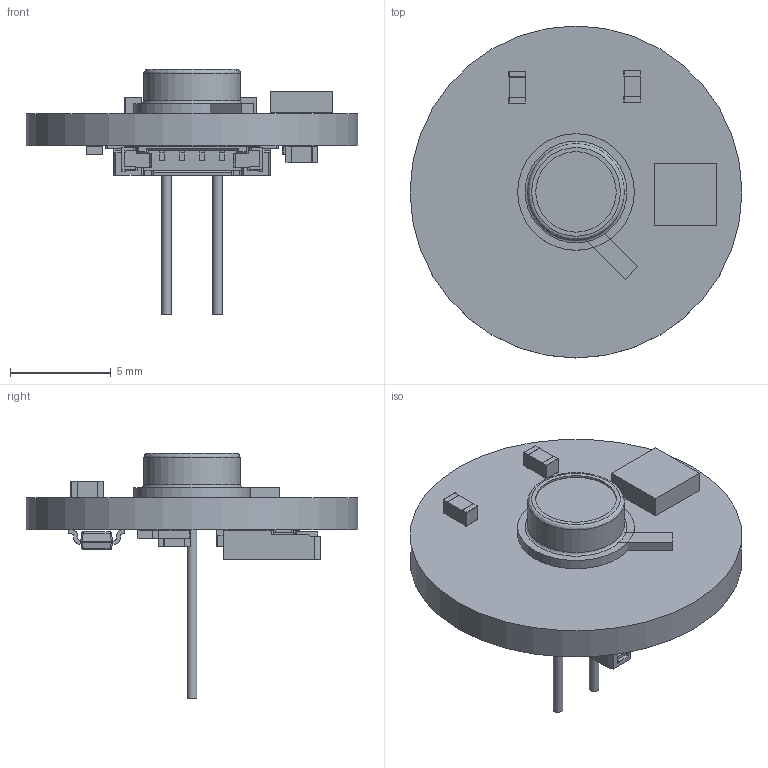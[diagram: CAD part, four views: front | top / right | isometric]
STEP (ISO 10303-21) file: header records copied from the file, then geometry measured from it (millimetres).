
FILE_DESCRIPTION(('Open CASCADE Model'),'2;1');
FILE_NAME('Open CASCADE Shape Model','2020-02-23T20:35:16',('Author'),( 'Open CASCADE'),'Open CASCADE STEP processor 6.8','Open CASCADE 6.8' ,'Unknown');
FILE_SCHEMA(('AUTOMOTIVE_DESIGN { 1 0 10303 214 1 1 1 1 }'));
Length unit declared in the file: millimetre
Products named in the file (34): PCB; Board; Open CASCADE STEP translator 6.8 2.1.1; D1; TO-46-2; Revolution; Pad003; Sketch003; Revolution001; Sketch004; Sketch005; Sketch; Pad; C5; 0603_cap; U3; 6536079584; Extruded; U2; Analog_-_TSOT-23-5_UJ-5; U1; R4; 0603_resistor; R3; R2; R1; J1; 5037630491; Open CASCADE STEP translator 6.8 2.11.1.1; Open CASCADE STEP translator 6.8 2.11.1.2; C4; C3; C2; C1
Assembly tree (41 placements, depth 4):
  PCB
    Board
      Open CASCADE STEP translator 6.8 2.1.1
    D1
      TO-46-2
        Revolution
        Pad003
        Sketch003
        Revolution001
        Sketch004
        Sketch005
        Sketch
        Pad
    C5
      0603_cap
    U3
      6536079584
        Extruded
    U2
      Analog_-_TSOT-23-5_UJ-5
    U1
      Analog_-_TSOT-23-5_UJ-5
    R4
      0603_resistor
    R3
      0603_resistor
    R2
      0603_resistor
    R1
      0603_resistor
    J1
      5037630491
        Open CASCADE STEP translator 6.8 2.11.1.1
        Open CASCADE STEP translator 6.8 2.11.1.2
    C4
      0603_cap
    C3
      0603_cap
    C2
      0603_cap
    C1
      0603_cap
Bounding box: 16.51 x 16.51 x 12.2 mm (x, y, z)
Volume: 436.2 mm3; surface area: 1010.3 mm2
Topology: 23 solids, 23 shells, 927 faces, 2563 edges, 1672 vertices
Faces by surface type: plane 580, cylinder 241, sphere 104, revolution 2
Full cylindrical faces by diameter (mm): 0.48 x2, 0.55 x2, 4 x2, 4.8 x1, 5.8 x1, 16.51 x1
Entity records: 16428 total; most frequent: CARTESIAN_POINT 2895, ORIENTED_EDGE 2500, DIRECTION 2498, EDGE_CURVE 1250, LINE 1068, VECTOR 1068, VERTEX_POINT 816, AXIS2_PLACEMENT_3D 714
